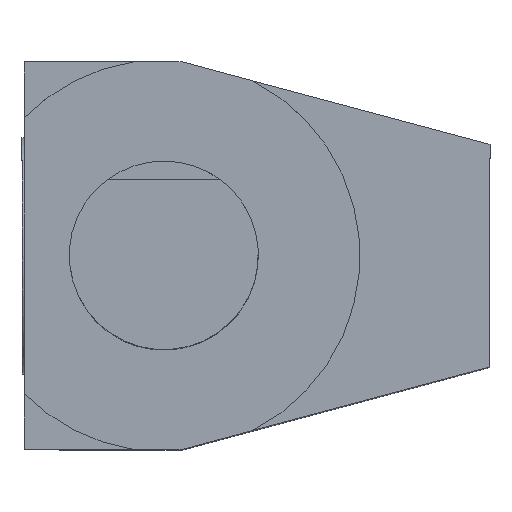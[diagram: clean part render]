
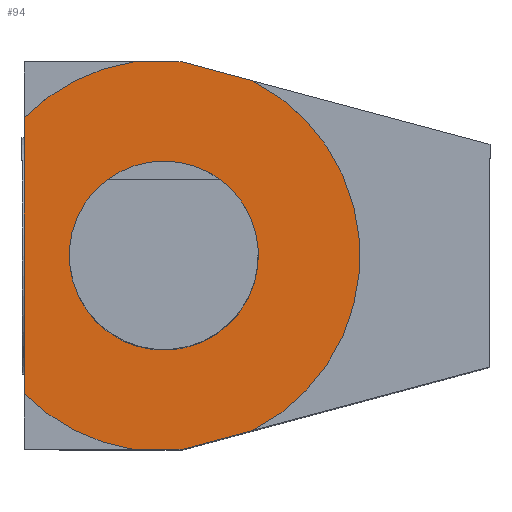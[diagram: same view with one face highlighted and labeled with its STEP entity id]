
A CAD part, top view. The second image highlights one B-rep face of the part: STEP entity #94.
In plain terms, the highlighted planar face has unit normal (0, 0, 1).
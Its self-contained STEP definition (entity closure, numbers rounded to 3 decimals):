
#63=FACE_OUTER_BOUND('',#169,.T.);
#94=ADVANCED_FACE('',(#63),#131,.F.);
#131=PLANE('',#684);
#169=EDGE_LOOP('',(#248,#249,#250,#251,#252,#253,#254,#255));
#213=CIRCLE('',#681,41.5);
#214=CIRCLE('',#682,41.5);
#215=CIRCLE('',#683,41.5);
#248=ORIENTED_EDGE('',*,*,#471,.T.);
#249=ORIENTED_EDGE('',*,*,#472,.F.);
#250=ORIENTED_EDGE('',*,*,#473,.T.);
#251=ORIENTED_EDGE('',*,*,#474,.F.);
#252=ORIENTED_EDGE('',*,*,#475,.F.);
#253=ORIENTED_EDGE('',*,*,#476,.T.);
#254=ORIENTED_EDGE('',*,*,#477,.F.);
#255=ORIENTED_EDGE('',*,*,#478,.T.);
#414=VERTEX_POINT('',#960);
#415=VERTEX_POINT('',#961);
#416=VERTEX_POINT('',#963);
#417=VERTEX_POINT('',#965);
#418=VERTEX_POINT('',#967);
#419=VERTEX_POINT('',#969);
#420=VERTEX_POINT('',#971);
#421=VERTEX_POINT('',#973);
#471=EDGE_CURVE('',#414,#415,#552,.T.);
#472=EDGE_CURVE('',#416,#415,#213,.T.);
#473=EDGE_CURVE('',#416,#417,#553,.T.);
#474=EDGE_CURVE('',#418,#417,#554,.T.);
#475=EDGE_CURVE('',#419,#418,#214,.T.);
#476=EDGE_CURVE('',#419,#420,#555,.T.);
#477=EDGE_CURVE('',#421,#420,#215,.T.);
#478=EDGE_CURVE('',#421,#414,#556,.T.);
#552=LINE('',#959,#606);
#553=LINE('',#964,#607);
#554=LINE('',#966,#608);
#555=LINE('',#970,#609);
#556=LINE('',#974,#610);
#606=VECTOR('',#764,1.);
#607=VECTOR('',#767,1.);
#608=VECTOR('',#768,1.);
#609=VECTOR('',#771,1.);
#610=VECTOR('',#774,1.);
#681=AXIS2_PLACEMENT_3D('',#962,#765,#766);
#682=AXIS2_PLACEMENT_3D('',#968,#769,#770);
#683=AXIS2_PLACEMENT_3D('',#972,#772,#773);
#684=AXIS2_PLACEMENT_3D('',#975,#775,#776);
#764=DIRECTION('',(0.966,0.259,0.));
#765=DIRECTION('',(0.,0.,-1.));
#766=DIRECTION('',(0.,1.,0.));
#767=DIRECTION('',(-0.966,0.259,0.));
#768=DIRECTION('',(1.,0.,0.));
#769=DIRECTION('',(0.,0.,-1.));
#770=DIRECTION('',(0.,1.,0.));
#771=DIRECTION('',(0.,-1.,0.));
#772=DIRECTION('',(0.,0.,-1.));
#773=DIRECTION('',(0.,1.,0.));
#774=DIRECTION('',(1.,0.,0.));
#775=DIRECTION('',(0.,0.,-1.));
#776=DIRECTION('',(0.,1.,0.));
#959=CARTESIAN_POINT('',(20.883,-36.437,0.));
#960=CARTESIAN_POINT('',(3.852,-41.,0.));
#961=CARTESIAN_POINT('',(18.811,-36.992,0.));
#962=CARTESIAN_POINT('',(0.,0.,0.));
#963=CARTESIAN_POINT('',(18.811,36.992,0.));
#964=CARTESIAN_POINT('',(0.133,41.997,0.));
#965=CARTESIAN_POINT('',(3.852,41.,0.));
#966=CARTESIAN_POINT('',(0.,41.,0.));
#967=CARTESIAN_POINT('',(-6.423,41.,0.));
#968=CARTESIAN_POINT('',(0.,0.,0.));
#969=CARTESIAN_POINT('',(-29.5,29.189,0.));
#970=CARTESIAN_POINT('',(-29.5,41.5,0.));
#971=CARTESIAN_POINT('',(-29.5,-29.189,0.));
#972=CARTESIAN_POINT('',(0.,0.,0.));
#973=CARTESIAN_POINT('',(-6.423,-41.,0.));
#974=CARTESIAN_POINT('',(0.,-41.,0.));
#975=CARTESIAN_POINT('',(0.,41.5,0.));
